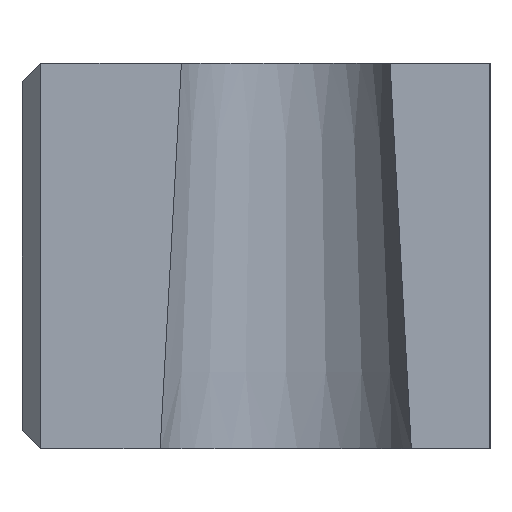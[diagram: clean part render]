
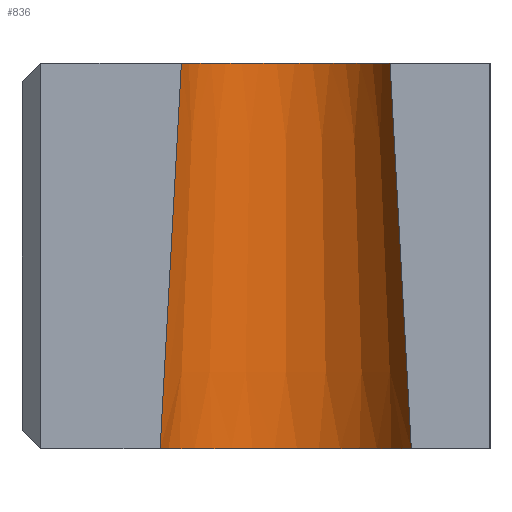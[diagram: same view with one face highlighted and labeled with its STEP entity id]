
A CAD part, left-side view. The second image highlights one B-rep face of the part: STEP entity #836.
In plain terms, the highlighted conical face has half-angle 3 degrees and reference radius 3.5 mm.
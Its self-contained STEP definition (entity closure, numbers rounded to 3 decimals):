
#63 = CARTESIAN_POINT ( 'NONE',  ( -15., 2.671, 5.15 ) ) ;
#163 = EDGE_LOOP ( 'NONE', ( #1460, #1935, #443, #1915 ) ) ;
#322 = CARTESIAN_POINT ( 'NONE',  ( -15., 2.479, 1.717 ) ) ;
#443 = ORIENTED_EDGE ( 'NONE', *, *, #1730, .T. ) ;
#574 = EDGE_CURVE ( 'NONE', #621, #671, #694, .T. ) ;
#620 = B_SPLINE_CURVE_WITH_KNOTS ( 'NONE', 3,
 ( #1875, #322, #1710, #1618 ),
 .UNSPECIFIED., .F., .F.,
 ( 4, 4 ),
 ( 0.012, 0.023 ),
 .UNSPECIFIED. ) ;
#621 = VERTEX_POINT ( 'NONE', #63 ) ;
#671 = VERTEX_POINT ( 'NONE', #2211 ) ;
#687 = DIRECTION ( 'NONE',  ( -1., 0., 0. ) ) ;
#694 = CIRCLE ( 'NONE', #1958, 2.96 ) ;
#786 = CARTESIAN_POINT ( 'NONE',  ( -16., 5.457, -5.15 ) ) ;
#836 = ADVANCED_FACE ( 'NONE', ( #1212 ), #2034, .F. ) ;
#882 = EDGE_CURVE ( 'NONE', #621, #2043, #620, .T. ) ;
#922 = B_SPLINE_CURVE_WITH_KNOTS ( 'NONE', 3,
 ( #1099, #1611, #984, #1147 ),
 .UNSPECIFIED., .F., .F.,
 ( 4, 4 ),
 ( 0.012, 0.023 ),
 .UNSPECIFIED. ) ;
#984 = CARTESIAN_POINT ( 'NONE',  ( -15., 8.434, 1.717 ) ) ;
#1065 = VERTEX_POINT ( 'NONE', #2189 ) ;
#1099 = CARTESIAN_POINT ( 'NONE',  ( -15., 8.811, -5.15 ) ) ;
#1123 = DIRECTION ( 'NONE',  ( 0., 0., -1. ) ) ;
#1127 = DIRECTION ( 'NONE',  ( -1., 0., 0. ) ) ;
#1129 = CIRCLE ( 'NONE', #1424, 3.5 ) ;
#1147 = CARTESIAN_POINT ( 'NONE',  ( -15., 8.243, 5.15 ) ) ;
#1212 = FACE_OUTER_BOUND ( 'NONE', #163, .T. ) ;
#1273 = CARTESIAN_POINT ( 'NONE',  ( -16., 5.457, 5.15 ) ) ;
#1306 = DIRECTION ( 'NONE',  ( -1., 0., 0. ) ) ;
#1327 = EDGE_CURVE ( 'NONE', #1065, #671, #922, .T. ) ;
#1400 = CARTESIAN_POINT ( 'NONE',  ( -16., 5.457, -5.15 ) ) ;
#1424 = AXIS2_PLACEMENT_3D ( 'NONE', #786, #1123, #1306 ) ;
#1460 = ORIENTED_EDGE ( 'NONE', *, *, #574, .T. ) ;
#1611 = CARTESIAN_POINT ( 'NONE',  ( -15., 8.623, -1.717 ) ) ;
#1618 = CARTESIAN_POINT ( 'NONE',  ( -15., 2.103, -5.15 ) ) ;
#1710 = CARTESIAN_POINT ( 'NONE',  ( -15., 2.29, -1.717 ) ) ;
#1730 = EDGE_CURVE ( 'NONE', #1065, #2043, #1129, .T. ) ;
#1875 = CARTESIAN_POINT ( 'NONE',  ( -15., 2.671, 5.15 ) ) ;
#1915 = ORIENTED_EDGE ( 'NONE', *, *, #882, .F. ) ;
#1935 = ORIENTED_EDGE ( 'NONE', *, *, #1327, .F. ) ;
#1951 = CARTESIAN_POINT ( 'NONE',  ( -15., 2.103, -5.15 ) ) ;
#1958 = AXIS2_PLACEMENT_3D ( 'NONE', #1273, #2129, #1127 ) ;
#1994 = AXIS2_PLACEMENT_3D ( 'NONE', #1400, #2058, #687 ) ;
#2034 = CONICAL_SURFACE ( 'NONE', #1994, 3.5, 0.052 ) ;
#2043 = VERTEX_POINT ( 'NONE', #1951 ) ;
#2058 = DIRECTION ( 'NONE',  ( 0., 0., -1. ) ) ;
#2129 = DIRECTION ( 'NONE',  ( 0., 0., 1. ) ) ;
#2189 = CARTESIAN_POINT ( 'NONE',  ( -15., 8.811, -5.15 ) ) ;
#2211 = CARTESIAN_POINT ( 'NONE',  ( -15., 8.243, 5.15 ) ) ;
